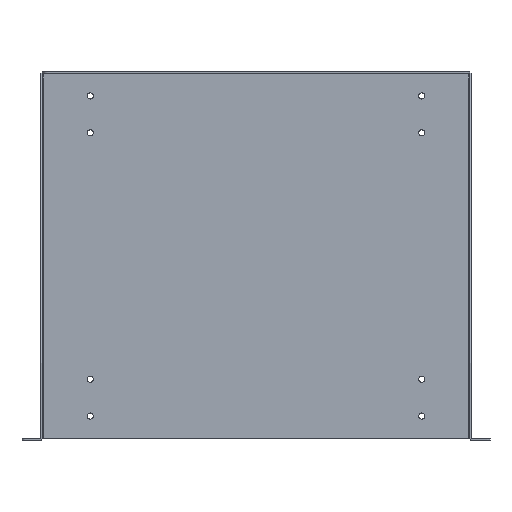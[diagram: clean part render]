
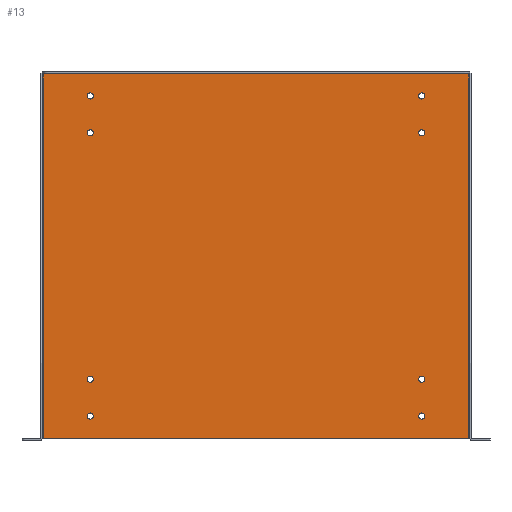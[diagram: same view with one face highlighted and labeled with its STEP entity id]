
A CAD part, top view. The second image highlights one B-rep face of the part: STEP entity #13.
In plain terms, the highlighted planar face has unit normal (0, 0, 1).
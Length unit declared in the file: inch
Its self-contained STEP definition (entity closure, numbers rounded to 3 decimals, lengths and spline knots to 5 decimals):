
#4 = DIRECTION ( 'NONE',  ( -1., 0., 0. ) ) ;
#13 = ADVANCED_FACE ( 'NONE', ( #2784, #1928, #604, #276, #2803, #1708, #331, #1451, #1434 ), #1379, .F. ) ;
#23 = VECTOR ( 'NONE', #795, 39.37008 ) ;
#74 = CIRCLE ( 'NONE', #538, 0.125 ) ;
#87 = EDGE_CURVE ( 'NONE', #2177, #2177, #3516, .T. ) ;
#124 = EDGE_CURVE ( 'NONE', #1348, #1830, #663, .T. ) ;
#173 = EDGE_CURVE ( 'NONE', #1356, #1356, #827, .T. ) ;
#182 = DIRECTION ( 'NONE',  ( 1., 0., 0. ) ) ;
#188 = DIRECTION ( 'NONE',  ( 0., -1., 0. ) ) ;
#194 = EDGE_LOOP ( 'NONE', ( #936 ) ) ;
#221 = DIRECTION ( 'NONE',  ( 0., 0., -1. ) ) ;
#263 = DIRECTION ( 'NONE',  ( 1., 0., 0. ) ) ;
#276 = FACE_BOUND ( 'NONE', #1783, .T. ) ;
#292 = DIRECTION ( 'NONE',  ( 0., 0., -1. ) ) ;
#317 = CARTESIAN_POINT ( 'NONE',  ( -8.642, -7.464, 0.072 ) ) ;
#331 = FACE_BOUND ( 'NONE', #3315, .T. ) ;
#332 = CARTESIAN_POINT ( 'NONE',  ( -6.734, -6.536, 0.072 ) ) ;
#367 = VECTOR ( 'NONE', #713, 39.37008 ) ;
#370 = ORIENTED_EDGE ( 'NONE', *, *, #3138, .T. ) ;
#409 = CARTESIAN_POINT ( 'NONE',  ( -6.734, 4.964, 0.072 ) ) ;
#481 = ORIENTED_EDGE ( 'NONE', *, *, #2393, .T. ) ;
#515 = CARTESIAN_POINT ( 'NONE',  ( 6.734, 4.964, 0.072 ) ) ;
#533 = LINE ( 'NONE', #2684, #3288 ) ;
#538 = AXIS2_PLACEMENT_3D ( 'NONE', #3529, #2678, #182 ) ;
#542 = AXIS2_PLACEMENT_3D ( 'NONE', #928, #3142, #983 ) ;
#564 = LINE ( 'NONE', #836, #2404 ) ;
#604 = FACE_BOUND ( 'NONE', #1382, .T. ) ;
#663 = LINE ( 'NONE', #2093, #367 ) ;
#665 = EDGE_CURVE ( 'NONE', #2155, #2155, #888, .T. ) ;
#690 = VERTEX_POINT ( 'NONE', #2706 ) ;
#713 = DIRECTION ( 'NONE',  ( 1., 0., 0. ) ) ;
#760 = VERTEX_POINT ( 'NONE', #2446 ) ;
#792 = CARTESIAN_POINT ( 'NONE',  ( 6.859, -5.036, 0.072 ) ) ;
#795 = DIRECTION ( 'NONE',  ( 0., 1., 0. ) ) ;
#813 = DIRECTION ( 'NONE',  ( 1., 0., 0. ) ) ;
#827 = CIRCLE ( 'NONE', #2640, 0.125 ) ;
#836 = CARTESIAN_POINT ( 'NONE',  ( -8.75, -7.464, 0.072 ) ) ;
#863 = VERTEX_POINT ( 'NONE', #317 ) ;
#888 = CIRCLE ( 'NONE', #1242, 0.125 ) ;
#892 = CIRCLE ( 'NONE', #1010, 0.125 ) ;
#928 = CARTESIAN_POINT ( 'NONE',  ( -6.734, 6.464, 0.072 ) ) ;
#936 = ORIENTED_EDGE ( 'NONE', *, *, #173, .T. ) ;
#983 = DIRECTION ( 'NONE',  ( 1., 0., 0. ) ) ;
#1010 = AXIS2_PLACEMENT_3D ( 'NONE', #332, #292, #263 ) ;
#1046 = VERTEX_POINT ( 'NONE', #792 ) ;
#1056 = AXIS2_PLACEMENT_3D ( 'NONE', #515, #221, #2731 ) ;
#1106 = DIRECTION ( 'NONE',  ( 1., 0., 0. ) ) ;
#1148 = CARTESIAN_POINT ( 'NONE',  ( 8.642, 7.356, 0.072 ) ) ;
#1159 = DIRECTION ( 'NONE',  ( 1., 0., 0. ) ) ;
#1163 = EDGE_CURVE ( 'NONE', #863, #690, #564, .T. ) ;
#1242 = AXIS2_PLACEMENT_3D ( 'NONE', #2494, #1656, #1106 ) ;
#1279 = ORIENTED_EDGE ( 'NONE', *, *, #1163, .T. ) ;
#1292 = CIRCLE ( 'NONE', #3225, 0.125 ) ;
#1308 = VERTEX_POINT ( 'NONE', #1900 ) ;
#1348 = VERTEX_POINT ( 'NONE', #2695 ) ;
#1356 = VERTEX_POINT ( 'NONE', #2724 ) ;
#1365 = EDGE_CURVE ( 'NONE', #863, #1348, #2400, .T. ) ;
#1379 = PLANE ( 'NONE',  #2282 ) ;
#1382 = EDGE_LOOP ( 'NONE', ( #1752 ) ) ;
#1434 = FACE_BOUND ( 'NONE', #2070, .T. ) ;
#1451 = FACE_BOUND ( 'NONE', #3330, .T. ) ;
#1460 = EDGE_LOOP ( 'NONE', ( #481 ) ) ;
#1507 = DIRECTION ( 'NONE',  ( 1., 0., 0. ) ) ;
#1595 = DIRECTION ( 'NONE',  ( 0., 0., -1. ) ) ;
#1656 = DIRECTION ( 'NONE',  ( 0., 0., -1. ) ) ;
#1658 = ORIENTED_EDGE ( 'NONE', *, *, #1365, .F. ) ;
#1685 = CARTESIAN_POINT ( 'NONE',  ( -8.75, 7.464, 0.072 ) ) ;
#1693 = AXIS2_PLACEMENT_3D ( 'NONE', #2749, #2997, #813 ) ;
#1708 = FACE_BOUND ( 'NONE', #2097, .T. ) ;
#1752 = ORIENTED_EDGE ( 'NONE', *, *, #2128, .T. ) ;
#1783 = EDGE_LOOP ( 'NONE', ( #2540 ) ) ;
#1830 = VERTEX_POINT ( 'NONE', #1148 ) ;
#1900 = CARTESIAN_POINT ( 'NONE',  ( -6.609, -6.536, 0.072 ) ) ;
#1928 = FACE_BOUND ( 'NONE', #1460, .T. ) ;
#2020 = EDGE_CURVE ( 'NONE', #3300, #3300, #2340, .T. ) ;
#2070 = EDGE_LOOP ( 'NONE', ( #2775 ) ) ;
#2082 = EDGE_CURVE ( 'NONE', #1046, #1046, #1292, .T. ) ;
#2093 = CARTESIAN_POINT ( 'NONE',  ( -8.75, 7.356, 0.072 ) ) ;
#2097 = EDGE_LOOP ( 'NONE', ( #370 ) ) ;
#2128 = EDGE_CURVE ( 'NONE', #3541, #3541, #3574, .T. ) ;
#2143 = CARTESIAN_POINT ( 'NONE',  ( -8.642, 7.464, 0.072 ) ) ;
#2155 = VERTEX_POINT ( 'NONE', #2470 ) ;
#2177 = VERTEX_POINT ( 'NONE', #3613 ) ;
#2282 = AXIS2_PLACEMENT_3D ( 'NONE', #1685, #2552, #4 ) ;
#2340 = CIRCLE ( 'NONE', #1693, 0.125 ) ;
#2393 = EDGE_CURVE ( 'NONE', #760, #760, #74, .T. ) ;
#2400 = LINE ( 'NONE', #2143, #23 ) ;
#2404 = VECTOR ( 'NONE', #1159, 39.37008 ) ;
#2446 = CARTESIAN_POINT ( 'NONE',  ( -6.609, -5.036, 0.072 ) ) ;
#2470 = CARTESIAN_POINT ( 'NONE',  ( 6.859, 6.464, 0.072 ) ) ;
#2494 = CARTESIAN_POINT ( 'NONE',  ( 6.734, 6.464, 0.072 ) ) ;
#2540 = ORIENTED_EDGE ( 'NONE', *, *, #2082, .T. ) ;
#2552 = DIRECTION ( 'NONE',  ( 0., 0., -1. ) ) ;
#2580 = ORIENTED_EDGE ( 'NONE', *, *, #2973, .F. ) ;
#2640 = AXIS2_PLACEMENT_3D ( 'NONE', #409, #2941, #1507 ) ;
#2678 = DIRECTION ( 'NONE',  ( 0., 0., -1. ) ) ;
#2684 = CARTESIAN_POINT ( 'NONE',  ( 8.642, 7.464, 0.072 ) ) ;
#2695 = CARTESIAN_POINT ( 'NONE',  ( -8.642, 7.356, 0.072 ) ) ;
#2706 = CARTESIAN_POINT ( 'NONE',  ( 8.642, -7.464, 0.072 ) ) ;
#2711 = CARTESIAN_POINT ( 'NONE',  ( 6.859, 4.964, 0.072 ) ) ;
#2723 = EDGE_LOOP ( 'NONE', ( #2806, #1658, #1279, #2580 ) ) ;
#2724 = CARTESIAN_POINT ( 'NONE',  ( -6.609, 4.964, 0.072 ) ) ;
#2731 = DIRECTION ( 'NONE',  ( 1., 0., 0. ) ) ;
#2749 = CARTESIAN_POINT ( 'NONE',  ( 6.734, -6.536, 0.072 ) ) ;
#2775 = ORIENTED_EDGE ( 'NONE', *, *, #665, .T. ) ;
#2784 = FACE_OUTER_BOUND ( 'NONE', #2723, .T. ) ;
#2803 = FACE_BOUND ( 'NONE', #194, .T. ) ;
#2806 = ORIENTED_EDGE ( 'NONE', *, *, #124, .F. ) ;
#2941 = DIRECTION ( 'NONE',  ( 0., 0., -1. ) ) ;
#2973 = EDGE_CURVE ( 'NONE', #1830, #690, #533, .T. ) ;
#2997 = DIRECTION ( 'NONE',  ( 0., 0., -1. ) ) ;
#3051 = DIRECTION ( 'NONE',  ( 1., 0., 0. ) ) ;
#3138 = EDGE_CURVE ( 'NONE', #1308, #1308, #892, .T. ) ;
#3142 = DIRECTION ( 'NONE',  ( 0., 0., -1. ) ) ;
#3153 = ORIENTED_EDGE ( 'NONE', *, *, #87, .T. ) ;
#3225 = AXIS2_PLACEMENT_3D ( 'NONE', #3290, #1595, #3051 ) ;
#3288 = VECTOR ( 'NONE', #188, 39.37008 ) ;
#3290 = CARTESIAN_POINT ( 'NONE',  ( 6.734, -5.036, 0.072 ) ) ;
#3300 = VERTEX_POINT ( 'NONE', #3334 ) ;
#3315 = EDGE_LOOP ( 'NONE', ( #3153 ) ) ;
#3330 = EDGE_LOOP ( 'NONE', ( #3603 ) ) ;
#3334 = CARTESIAN_POINT ( 'NONE',  ( 6.859, -6.536, 0.072 ) ) ;
#3516 = CIRCLE ( 'NONE', #542, 0.125 ) ;
#3529 = CARTESIAN_POINT ( 'NONE',  ( -6.734, -5.036, 0.072 ) ) ;
#3541 = VERTEX_POINT ( 'NONE', #2711 ) ;
#3574 = CIRCLE ( 'NONE', #1056, 0.125 ) ;
#3603 = ORIENTED_EDGE ( 'NONE', *, *, #2020, .T. ) ;
#3613 = CARTESIAN_POINT ( 'NONE',  ( -6.609, 6.464, 0.072 ) ) ;
